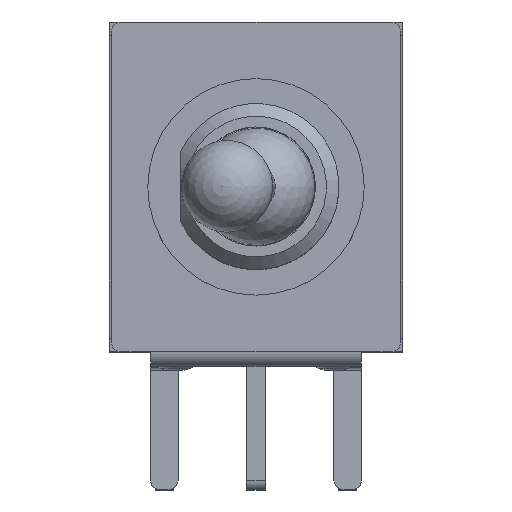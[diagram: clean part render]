
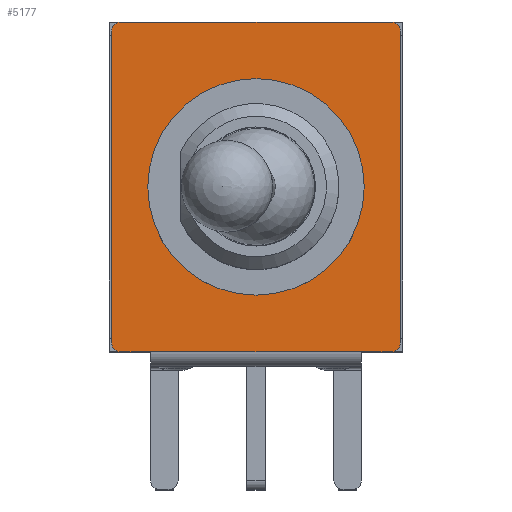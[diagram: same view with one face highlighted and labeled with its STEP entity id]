
A CAD part, top view. The second image highlights one B-rep face of the part: STEP entity #5177.
In plain terms, the highlighted planar face has unit normal (0, 0, 1).
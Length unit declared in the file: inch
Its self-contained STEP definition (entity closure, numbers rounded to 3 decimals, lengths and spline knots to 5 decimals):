
#179=FACE_BOUND('',#637,.T.);
#195=CIRCLE('',#5487,0.00984);
#196=CIRCLE('',#5488,0.00984);
#197=CIRCLE('',#5489,0.00984);
#198=CIRCLE('',#5490,0.00984);
#199=CIRCLE('',#5491,0.11811);
#353=FACE_OUTER_BOUND('',#636,.T.);
#636=EDGE_LOOP('',(#3421,#3422,#3423,#3424,#3425,#3426,#3427,#3428,#3429,
#3430));
#637=EDGE_LOOP('',(#3431));
#950=LINE('',#7380,#1519);
#951=LINE('',#7382,#1520);
#952=LINE('',#7386,#1521);
#953=LINE('',#7390,#1522);
#954=LINE('',#7394,#1523);
#955=LINE('',#7397,#1524);
#1519=VECTOR('',#5952,0.3937);
#1520=VECTOR('',#5953,0.3937);
#1521=VECTOR('',#5956,0.3937);
#1522=VECTOR('',#5959,0.3937);
#1523=VECTOR('',#5962,0.3937);
#1524=VECTOR('',#5965,0.3937);
#2088=VERTEX_POINT('',#7378);
#2089=VERTEX_POINT('',#7379);
#2090=VERTEX_POINT('',#7381);
#2091=VERTEX_POINT('',#7383);
#2092=VERTEX_POINT('',#7385);
#2093=VERTEX_POINT('',#7387);
#2094=VERTEX_POINT('',#7389);
#2095=VERTEX_POINT('',#7391);
#2096=VERTEX_POINT('',#7393);
#2097=VERTEX_POINT('',#7395);
#2098=VERTEX_POINT('',#7398);
#2611=EDGE_CURVE('',#2088,#2089,#950,.T.);
#2612=EDGE_CURVE('',#2090,#2088,#951,.T.);
#2613=EDGE_CURVE('',#2091,#2090,#195,.T.);
#2614=EDGE_CURVE('',#2092,#2091,#952,.T.);
#2615=EDGE_CURVE('',#2093,#2092,#196,.T.);
#2616=EDGE_CURVE('',#2094,#2093,#953,.T.);
#2617=EDGE_CURVE('',#2095,#2094,#197,.T.);
#2618=EDGE_CURVE('',#2096,#2095,#954,.T.);
#2619=EDGE_CURVE('',#2097,#2096,#198,.T.);
#2620=EDGE_CURVE('',#2089,#2097,#955,.T.);
#2621=EDGE_CURVE('',#2098,#2098,#199,.T.);
#3421=ORIENTED_EDGE('',*,*,#2611,.F.);
#3422=ORIENTED_EDGE('',*,*,#2612,.F.);
#3423=ORIENTED_EDGE('',*,*,#2613,.F.);
#3424=ORIENTED_EDGE('',*,*,#2614,.F.);
#3425=ORIENTED_EDGE('',*,*,#2615,.F.);
#3426=ORIENTED_EDGE('',*,*,#2616,.F.);
#3427=ORIENTED_EDGE('',*,*,#2617,.F.);
#3428=ORIENTED_EDGE('',*,*,#2618,.F.);
#3429=ORIENTED_EDGE('',*,*,#2619,.F.);
#3430=ORIENTED_EDGE('',*,*,#2620,.F.);
#3431=ORIENTED_EDGE('',*,*,#2621,.T.);
#4982=PLANE('',#5486);
#5177=ADVANCED_FACE('',(#353,#179),#4982,.T.);
#5486=AXIS2_PLACEMENT_3D('',#7377,#5950,#5951);
#5487=AXIS2_PLACEMENT_3D('',#7384,#5954,#5955);
#5488=AXIS2_PLACEMENT_3D('',#7388,#5957,#5958);
#5489=AXIS2_PLACEMENT_3D('',#7392,#5960,#5961);
#5490=AXIS2_PLACEMENT_3D('',#7396,#5963,#5964);
#5491=AXIS2_PLACEMENT_3D('',#7399,#5966,#5967);
#5950=DIRECTION('center_axis',(0.,0.,1.));
#5951=DIRECTION('ref_axis',(1.,0.,0.));
#5952=DIRECTION('',(-1.,0.,0.));
#5953=DIRECTION('',(-1.,0.,0.));
#5954=DIRECTION('center_axis',(0.,0.,-1.));
#5955=DIRECTION('ref_axis',(0.707,-0.707,0.));
#5956=DIRECTION('',(0.,-1.,0.));
#5957=DIRECTION('center_axis',(0.,0.,-1.));
#5958=DIRECTION('ref_axis',(0.707,0.707,0.));
#5959=DIRECTION('',(1.,0.,0.));
#5960=DIRECTION('center_axis',(0.,0.,-1.));
#5961=DIRECTION('ref_axis',(-0.707,0.707,0.));
#5962=DIRECTION('',(0.,1.,0.));
#5963=DIRECTION('center_axis',(0.,0.,-1.));
#5964=DIRECTION('ref_axis',(-0.707,-0.707,0.));
#5965=DIRECTION('',(-1.,0.,0.));
#5966=DIRECTION('center_axis',(0.,0.,
-1.));
#5967=DIRECTION('ref_axis',(1.,0.,0.));
#7377=CARTESIAN_POINT('Origin',(0.,0.,
0.30472));
#7378=CARTESIAN_POINT('',(0.11496,-0.17992,0.30472));
#7379=CARTESIAN_POINT('',(-0.11496,-0.17992,0.30472));
#7380=CARTESIAN_POINT('',(0.,-0.17992,0.30472));
#7381=CARTESIAN_POINT('',(0.14764,-0.17992,0.30472));
#7382=CARTESIAN_POINT('',(-0.15748,-0.17992,0.30472));
#7383=CARTESIAN_POINT('',(0.15748,-0.17008,0.30472));
#7384=CARTESIAN_POINT('Origin',(0.14764,-0.17008,0.30472));
#7385=CARTESIAN_POINT('',(0.15748,0.17008,0.30472));
#7386=CARTESIAN_POINT('',(0.15748,-0.17992,0.30472));
#7387=CARTESIAN_POINT('',(0.14764,0.17992,0.30472));
#7388=CARTESIAN_POINT('Origin',(0.14764,0.17008,0.30472));
#7389=CARTESIAN_POINT('',(-0.14764,0.17992,0.30472));
#7390=CARTESIAN_POINT('',(0.15748,0.17992,0.30472));
#7391=CARTESIAN_POINT('',(-0.15748,0.17008,0.30472));
#7392=CARTESIAN_POINT('Origin',(-0.14764,0.17008,0.30472));
#7393=CARTESIAN_POINT('',(-0.15748,-0.17008,0.30472));
#7394=CARTESIAN_POINT('',(-0.15748,0.17992,0.30472));
#7395=CARTESIAN_POINT('',(-0.14764,-0.17992,0.30472));
#7396=CARTESIAN_POINT('Origin',(-0.14764,-0.17008,0.30472));
#7397=CARTESIAN_POINT('',(-0.15748,-0.17992,0.30472));
#7398=CARTESIAN_POINT('',(-0.11811,0.,0.30472));
#7399=CARTESIAN_POINT('Origin',(0.,0.,0.30472));
